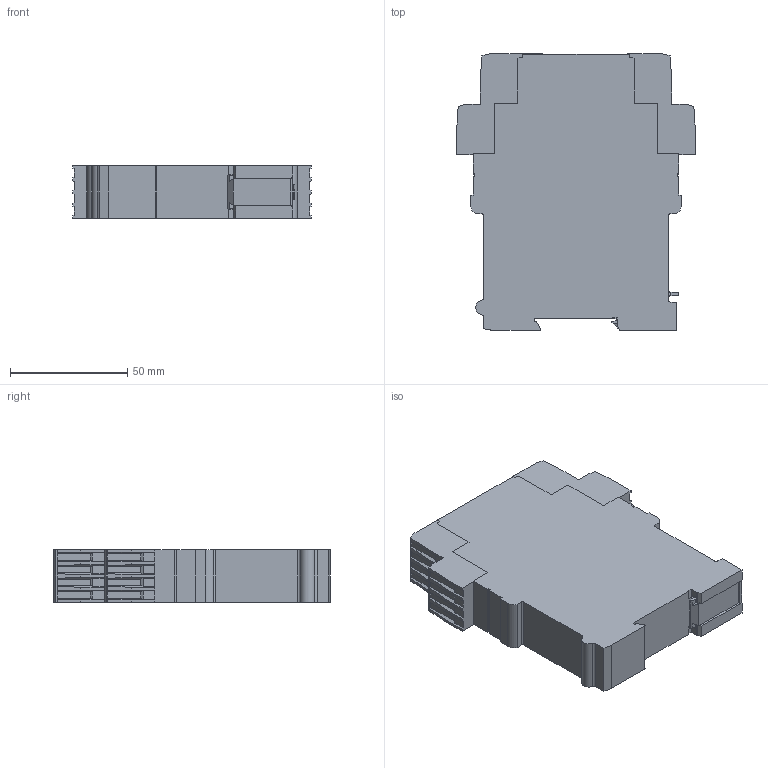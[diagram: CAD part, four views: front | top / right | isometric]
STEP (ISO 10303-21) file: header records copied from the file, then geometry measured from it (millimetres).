
FILE_DESCRIPTION (( 'STEP AP214' ), '1' );
FILE_NAME ('LG5944-02-110-24.STEP', '2019-03-08T14:33:59', ( '' ), ( '' ), 'SwSTEP 2.0', 'SolidWorks 2018', '' );
FILE_SCHEMA (( 'AUTOMOTIVE_DESIGN' ));
Length unit declared in the file: inch
Products named in the file (1): LG5944-02-110-24
Bounding box: 101.86 x 118 x 22.5 mm (x, y, z)
Volume: 222326.4 mm3; surface area: 31857.7 mm2
Topology: 1 solids, 16 shells, 778 faces, 2085 edges, 1376 vertices
Faces by surface type: plane 665, cylinder 79, cone 18, torus 16
Full cylindrical faces by diameter (mm): 1 x8, 1.24 x1, 1.34 x1, 1.7 x8
Entity records: 23432 total; most frequent: CARTESIAN_POINT 4178, ORIENTED_EDGE 4006, DIRECTION 3756, EDGE_CURVE 2003, LINE 1788, VECTOR 1788, VERTEX_POINT 1344, AXIS2_PLACEMENT_3D 984
